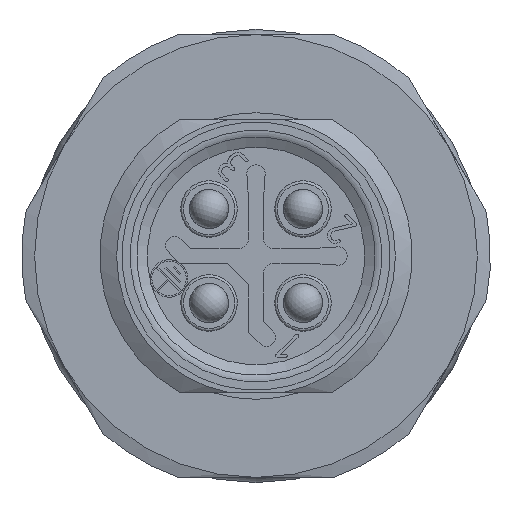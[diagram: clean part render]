
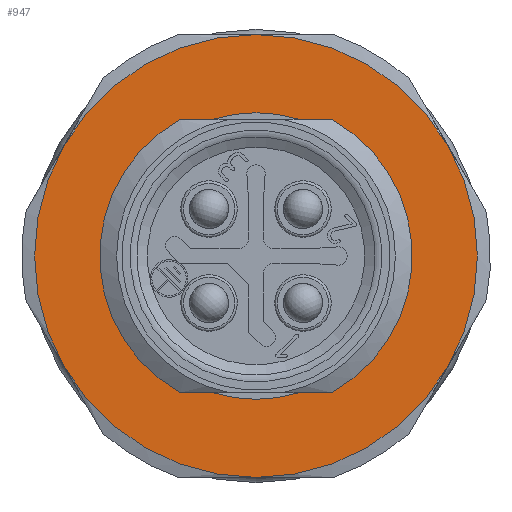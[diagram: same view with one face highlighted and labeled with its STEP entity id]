
A CAD part, left-side view. The second image highlights one B-rep face of the part: STEP entity #947.
In plain terms, the highlighted planar face has unit normal (-1, 0, 0).
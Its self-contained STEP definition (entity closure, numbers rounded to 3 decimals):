
#947=ADVANCED_FACE('',(#2350,#2351),#1272,.T.);
#1272=PLANE('',#5945);
#1473=LINE('',#7886,#1893);
#1474=LINE('',#7887,#1894);
#1475=LINE('',#7891,#1895);
#1476=LINE('',#7892,#1896);
#1893=VECTOR('',#6461,1.);
#1894=VECTOR('',#6462,1.);
#1895=VECTOR('',#6465,1.);
#1896=VECTOR('',#6466,1.);
#2350=FACE_BOUND('',#2496,.T.);
#2351=FACE_BOUND('',#2497,.T.);
#2496=EDGE_LOOP('',(#2949,#2950,#2951,#2952,#2953,#2954,#2955,#2956));
#2497=EDGE_LOOP('',(#2957,#2958,#2959,#2960,#2961,#2962));
#2949=ORIENTED_EDGE('',*,*,#5010,.F.);
#2950=ORIENTED_EDGE('',*,*,#5011,.T.);
#2951=ORIENTED_EDGE('',*,*,#5009,.T.);
#2952=ORIENTED_EDGE('',*,*,#5012,.T.);
#2953=ORIENTED_EDGE('',*,*,#5013,.F.);
#2954=ORIENTED_EDGE('',*,*,#5014,.T.);
#2955=ORIENTED_EDGE('',*,*,#5005,.T.);
#2956=ORIENTED_EDGE('',*,*,#5015,.T.);
#2957=ORIENTED_EDGE('',*,*,#5016,.T.);
#2958=ORIENTED_EDGE('',*,*,#5017,.T.);
#2959=ORIENTED_EDGE('',*,*,#5018,.T.);
#2960=ORIENTED_EDGE('',*,*,#5019,.T.);
#2961=ORIENTED_EDGE('',*,*,#5020,.T.);
#2962=ORIENTED_EDGE('',*,*,#5021,.T.);
#4472=VERTEX_POINT('',#7867);
#4474=VERTEX_POINT('',#7871);
#4476=VERTEX_POINT('',#7876);
#4478=VERTEX_POINT('',#7880);
#4479=VERTEX_POINT('',#7884);
#4480=VERTEX_POINT('',#7885);
#4481=VERTEX_POINT('',#7888);
#4482=VERTEX_POINT('',#7890);
#4483=VERTEX_POINT('',#7894);
#4484=VERTEX_POINT('',#7895);
#4485=VERTEX_POINT('',#7897);
#4486=VERTEX_POINT('',#7899);
#4487=VERTEX_POINT('',#7901);
#4488=VERTEX_POINT('',#7903);
#5005=EDGE_CURVE('',#4472,#4474,#5755,.T.);
#5009=EDGE_CURVE('',#4476,#4478,#5757,.T.);
#5010=EDGE_CURVE('',#4479,#4480,#5758,.T.);
#5011=EDGE_CURVE('',#4479,#4476,#1473,.T.);
#5012=EDGE_CURVE('',#4478,#4481,#1474,.T.);
#5013=EDGE_CURVE('',#4482,#4481,#5759,.T.);
#5014=EDGE_CURVE('',#4482,#4472,#1475,.T.);
#5015=EDGE_CURVE('',#4474,#4480,#1476,.T.);
#5016=EDGE_CURVE('',#4483,#4484,#5760,.T.);
#5017=EDGE_CURVE('',#4484,#4485,#5761,.T.);
#5018=EDGE_CURVE('',#4485,#4486,#5762,.T.);
#5019=EDGE_CURVE('',#4486,#4487,#5763,.T.);
#5020=EDGE_CURVE('',#4487,#4488,#5764,.T.);
#5021=EDGE_CURVE('',#4488,#4483,#5765,.T.);
#5755=CIRCLE('',#5932,6.);
#5757=CIRCLE('',#5935,6.);
#5758=CIRCLE('',#5937,5.5);
#5759=CIRCLE('',#5938,5.5);
#5760=CIRCLE('',#5939,8.5);
#5761=CIRCLE('',#5940,8.5);
#5762=CIRCLE('',#5941,8.5);
#5763=CIRCLE('',#5942,8.5);
#5764=CIRCLE('',#5943,8.5);
#5765=CIRCLE('',#5944,8.5);
#5932=AXIS2_PLACEMENT_3D('',#7872,#6447,#6448);
#5935=AXIS2_PLACEMENT_3D('',#7881,#6455,#6456);
#5937=AXIS2_PLACEMENT_3D('',#7883,#6459,#6460);
#5938=AXIS2_PLACEMENT_3D('',#7889,#6463,#6464);
#5939=AXIS2_PLACEMENT_3D('',#7893,#6467,#6468);
#5940=AXIS2_PLACEMENT_3D('',#7896,#6469,#6470);
#5941=AXIS2_PLACEMENT_3D('',#7898,#6471,#6472);
#5942=AXIS2_PLACEMENT_3D('',#7900,#6473,#6474);
#5943=AXIS2_PLACEMENT_3D('',#7902,#6475,#6476);
#5944=AXIS2_PLACEMENT_3D('',#7904,#6477,#6478);
#5945=AXIS2_PLACEMENT_3D('',#7905,#6479,#6480);
#6447=DIRECTION('',(1.,0.,0.));
#6448=DIRECTION('',(0.,0.,1.));
#6455=DIRECTION('',(1.,0.,0.));
#6456=DIRECTION('',(0.,0.,1.));
#6459=DIRECTION('',(-1.,0.,0.));
#6460=DIRECTION('',(0.,0.,1.));
#6461=DIRECTION('',(0.,1.,0.));
#6462=DIRECTION('',(0.,-1.,0.));
#6463=DIRECTION('',(-1.,0.,0.));
#6464=DIRECTION('',(0.,0.,1.));
#6465=DIRECTION('',(0.,-1.,0.));
#6466=DIRECTION('',(0.,1.,0.));
#6467=DIRECTION('',(-1.,0.,0.));
#6468=DIRECTION('',(0.,0.,1.));
#6469=DIRECTION('',(-1.,0.,0.));
#6470=DIRECTION('',(0.,0.,1.));
#6471=DIRECTION('',(-1.,0.,0.));
#6472=DIRECTION('',(0.,0.,1.));
#6473=DIRECTION('',(-1.,0.,0.));
#6474=DIRECTION('',(0.,0.,1.));
#6475=DIRECTION('',(-1.,0.,0.));
#6476=DIRECTION('',(0.,0.,1.));
#6477=DIRECTION('',(-1.,0.,0.));
#6478=DIRECTION('',(0.,0.,1.));
#6479=DIRECTION('',(-1.,0.,0.));
#6480=DIRECTION('',(0.,0.,1.));
#7867=CARTESIAN_POINT('',(10.,-2.905,5.25));
#7871=CARTESIAN_POINT('',(10.,-2.905,-5.25));
#7872=CARTESIAN_POINT('',(10.,0.,0.));
#7876=CARTESIAN_POINT('',(10.,2.905,-5.25));
#7880=CARTESIAN_POINT('',(10.,2.905,5.25));
#7881=CARTESIAN_POINT('',(10.,0.,0.));
#7883=CARTESIAN_POINT('',(10.,0.,0.));
#7884=CARTESIAN_POINT('',(10.,1.639,-5.25));
#7885=CARTESIAN_POINT('',(10.,-1.639,-5.25));
#7886=CARTESIAN_POINT('',(10.,-5.,-5.25));
#7887=CARTESIAN_POINT('',(10.,5.,5.25));
#7888=CARTESIAN_POINT('',(10.,1.639,5.25));
#7889=CARTESIAN_POINT('',(10.,0.,0.));
#7890=CARTESIAN_POINT('',(10.,-1.639,5.25));
#7891=CARTESIAN_POINT('',(10.,5.,5.25));
#7892=CARTESIAN_POINT('',(10.,-5.,-5.25));
#7893=CARTESIAN_POINT('',(10.,0.,0.));
#7894=CARTESIAN_POINT('',(10.,-7.361,4.25));
#7895=CARTESIAN_POINT('',(10.,0.,8.5));
#7896=CARTESIAN_POINT('',(10.,0.,0.));
#7897=CARTESIAN_POINT('',(10.,7.361,4.25));
#7898=CARTESIAN_POINT('',(10.,0.,0.));
#7899=CARTESIAN_POINT('',(10.,7.361,-4.25));
#7900=CARTESIAN_POINT('',(10.,0.,0.));
#7901=CARTESIAN_POINT('',(10.,0.,-8.5));
#7902=CARTESIAN_POINT('',(10.,0.,0.));
#7903=CARTESIAN_POINT('',(10.,-7.361,-4.25));
#7904=CARTESIAN_POINT('',(10.,0.,0.));
#7905=CARTESIAN_POINT('',(10.,0.,0.));
